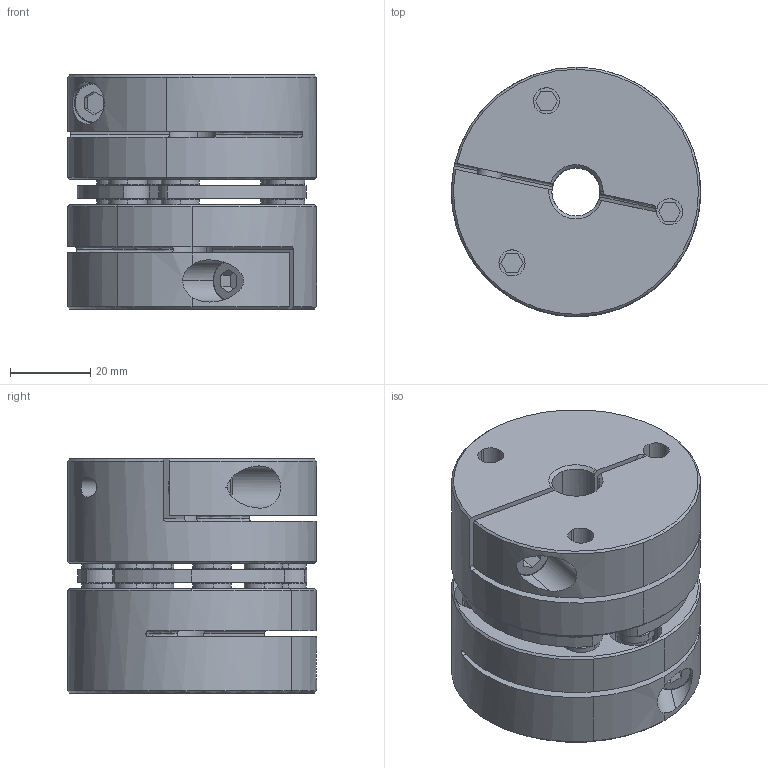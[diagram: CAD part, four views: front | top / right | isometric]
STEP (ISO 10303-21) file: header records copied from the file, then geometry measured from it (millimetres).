
FILE_DESCRIPTION (( 'STEP AP214' ), '1' );
FILE_NAME ('ZERO MAX-6A22-A1C-6A22-A1C-12mmB-12mmB.step', '2015-12-28T22:56:39', ( 'Windows User' ), ( '' ), 'SwSTEP 2.0', 'SolidWorks 2016', '' );
FILE_SCHEMA (( 'AUTOMOTIVE_DESIGN' ));
Length unit declared in the file: inch
Products named in the file (1): ZERO MAX-6A22-A1C-6A22-A1C-12mmB-12mmB
Bounding box: 62 x 62 x 58.25 mm (x, y, z)
Volume: 140694.5 mm3; surface area: 45175.8 mm2
Topology: 1 solids, 11 shells, 605 faces, 1539 edges, 983 vertices
Faces by surface type: cylinder 297, cone 132, plane 130, bspline 46
Entity records: 19745 total; most frequent: CARTESIAN_POINT 4705, DIRECTION 3391, ORIENTED_EDGE 3042, EDGE_CURVE 1521, AXIS2_PLACEMENT_3D 1403, VERTEX_POINT 983, CIRCLE 843, EDGE_LOOP 696
